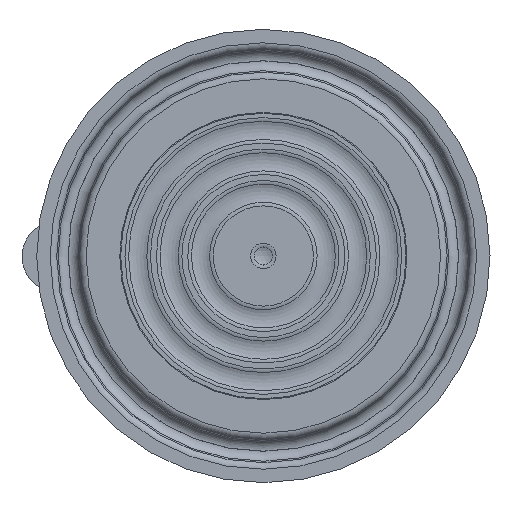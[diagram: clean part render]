
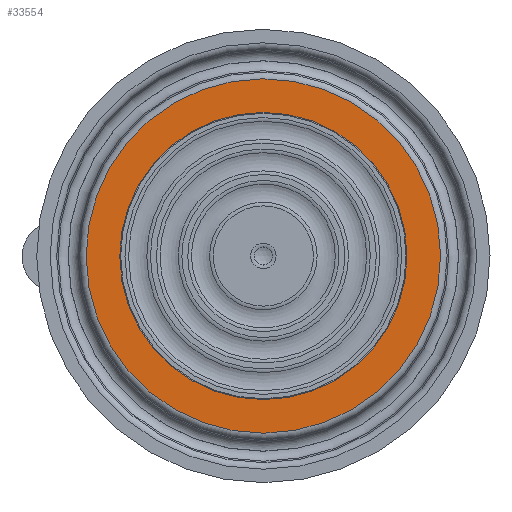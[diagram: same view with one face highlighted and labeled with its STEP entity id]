
A CAD part, left-side view. The second image highlights one B-rep face of the part: STEP entity #33554.
In plain terms, the highlighted planar face has unit normal (-1, 0, 0).
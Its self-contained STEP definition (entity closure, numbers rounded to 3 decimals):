
#830=FACE_BOUND('',#5585,.T.);
#1864=PLANE('',#35905);
#3638=FACE_OUTER_BOUND('',#5584,.T.);
#5584=EDGE_LOOP('',(#31356));
#5585=EDGE_LOOP('',(#31357));
#6378=CIRCLE('',#35900,16.);
#6381=CIRCLE('',#35906,19.742);
#16714=VERTEX_POINT('',#94673);
#16716=VERTEX_POINT('',#94682);
#21605=EDGE_CURVE('',#16714,#16714,#6378,.T.);
#21609=EDGE_CURVE('',#16716,#16716,#6381,.T.);
#31356=ORIENTED_EDGE('',*,*,#21609,.F.);
#31357=ORIENTED_EDGE('',*,*,#21605,.T.);
#33554=ADVANCED_FACE('',(#3638,#830),#1864,.T.);
#35900=AXIS2_PLACEMENT_3D('',#94674,#43495,#43496);
#35905=AXIS2_PLACEMENT_3D('',#94681,#43506,#43507);
#35906=AXIS2_PLACEMENT_3D('',#94683,#43508,#43509);
#43495=DIRECTION('center_axis',(1.,0.,0.));
#43496=DIRECTION('ref_axis',(0.,1.,0.));
#43506=DIRECTION('center_axis',(-1.,0.,0.));
#43507=DIRECTION('ref_axis',(0.,0.,1.));
#43508=DIRECTION('center_axis',(1.,0.,0.));
#43509=DIRECTION('ref_axis',(0.,0.,-1.));
#94673=CARTESIAN_POINT('',(0.,-16.,0.));
#94674=CARTESIAN_POINT('Origin',(0.,0.,
0.));
#94681=CARTESIAN_POINT('Origin',(0.,19.742,
0.));
#94682=CARTESIAN_POINT('',(0.,0.,19.742));
#94683=CARTESIAN_POINT('Origin',(0.,0.,0.));
